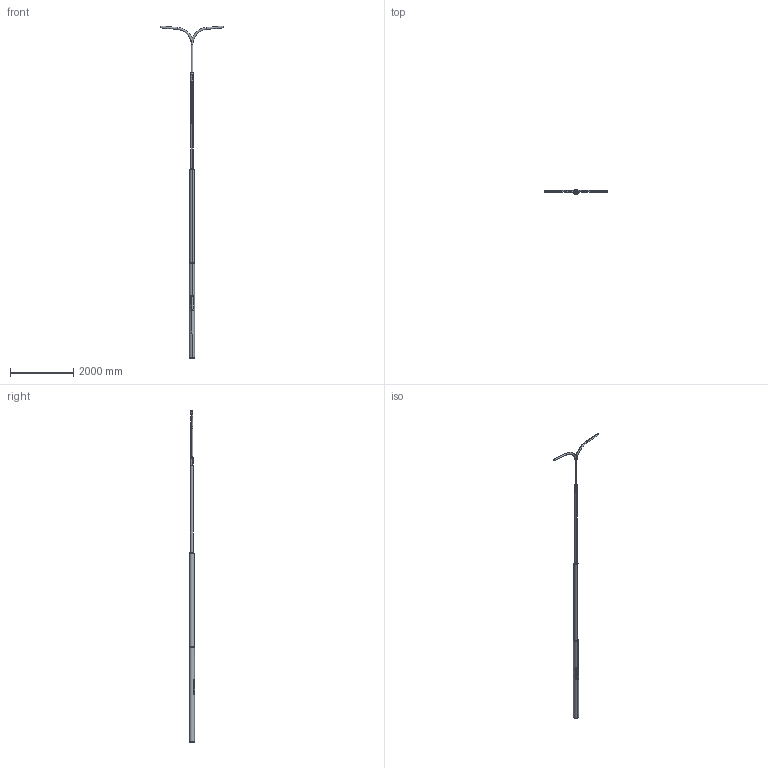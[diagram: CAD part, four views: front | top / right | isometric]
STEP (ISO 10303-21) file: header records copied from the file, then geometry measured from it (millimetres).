
FILE_DESCRIPTION (( 'STEP AP214' ), '1' );
FILE_NAME ('110620KGXS T110B110O 4608160 T-VARTINEN OLAKEPYLVÄS_3D.step', '2022-05-28T14:33:03', ( '' ), ( '' ), 'SwSTEP 2.0', 'SolidWorks 2021', '' );
FILE_SCHEMA (( 'AUTOMOTIVE_DESIGN' ));
Length unit declared in the file: millimetre
Products named in the file (16): 168,3X4,0 PYÖREÄPUTKI-TYVI_168 TYVIPUTKI TASALATVA-3000; YKSI R_KYTKENTÄAUKON LUUKKU_LUUKKU D168,3; KYTKENTÄAUKON LATTARAUTA_LATTA 4X20X120; 139,7X3,6 PYÖREÄPUTKI-VÄLI_139,7X3,6 VŽLIPUTKI-3000; OLAKEVARREN LATTA_LATTA 3X9,5X200; socket set screw cone point_din_DIN 914 - M10 x 20-N; 88,9X3,2 PY烼E鵬UTKI-LATVA_88,9X3,2 LATVAPUTKI-3000; LATTA 5X16X460 KYTKENTÄAUKON VAHVIKE_C 1; OLAKE T-VARREN PIDEMPI AIHIO_T110BO; T-OLAKEVARSI_T110BO; socket head cap screw_din_DIN 912 M6 x 16 --- 16N; 110620KGXS T110B110O 4608160 T-VARTINEN OLAKEPYLVÄS_3D; OLAKE T-VARREN LYHYEMPI AIHIO_T110BO; SOVITERENGAS OLAKEVARSI_SOVITERENGAS D60-D89; OLAKERUNKO_B110O; socket set screw cone point_din_DIN 914 - M10 x 25-N
Assembly tree (23 placements, depth 3):
  110620KGXS T110B110O 4608160 T-VARTINEN OLAKEPYLVÄS_3D
    OLAKERUNKO_B110O
      168,3X4,0 PYÖREÄPUTKI-TYVI_168 TYVIPUTKI TASALATVA-3000
      139,7X3,6 PYÖREÄPUTKI-VÄLI_139,7X3,6 VŽLIPUTKI-3000
      88,9X3,2 PY烼E鵬UTKI-LATVA_88,9X3,2 LATVAPUTKI-3000
      socket set screw cone point_din_DIN 914 - M10 x 25-N
      socket set screw cone point_din_DIN 914 - M10 x 20-N  x2
      YKSI R_KYTKENTÄAUKON LUUKKU_LUUKKU D168,3
      socket head cap screw_din_DIN 912 M6 x 16 --- 16N  x4
      KYTKENTÄAUKON LATTARAUTA_LATTA 4X20X120  x2
      LATTA 5X16X460 KYTKENTÄAUKON VAHVIKE_C 1  x2
    T-OLAKEVARSI_T110BO
      OLAKE T-VARREN PIDEMPI AIHIO_T110BO
      OLAKE T-VARREN LYHYEMPI AIHIO_T110BO
      SOVITERENGAS OLAKEVARSI_SOVITERENGAS D60-D89
      OLAKEVARREN LATTA_LATTA 3X9,5X200  x3
Bounding box: 2005.26 x 175.8 x 10530.04 mm (x, y, z)
Volume: 15414901.2 mm3; surface area: 8773986.2 mm2
Topology: 21 solids, 21 shells, 335 faces, 785 edges, 482 vertices
Faces by surface type: plane 159, cylinder 88, cone 56, torus 27, bspline 5
Entity records: 10872 total; most frequent: CARTESIAN_POINT 5133, DIRECTION 1078, ORIENTED_EDGE 1046, EDGE_CURVE 523, AXIS2_PLACEMENT_3D 408, VERTEX_POINT 327, VECTOR 262, LINE 262
